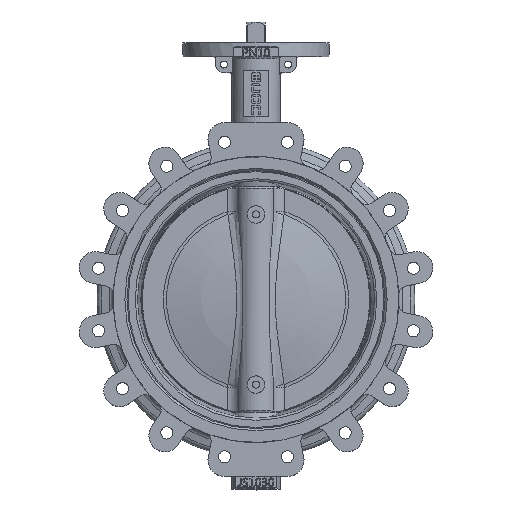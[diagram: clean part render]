
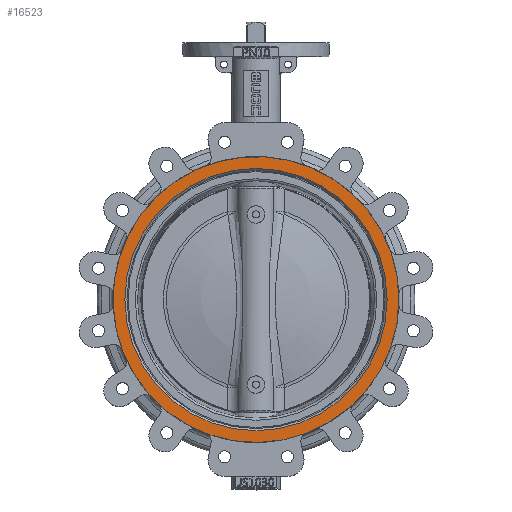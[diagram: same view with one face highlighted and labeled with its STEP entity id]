
A CAD part, top view. The second image highlights one B-rep face of the part: STEP entity #16523.
In plain terms, the highlighted planar face has unit normal (0, 0, 1).
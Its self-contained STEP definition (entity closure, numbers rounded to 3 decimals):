
#3273=PLANE('',#17854);
#3635=FACE_BOUND('',#5072,.T.);
#4066=FACE_OUTER_BOUND('',#5071,.T.);
#5071=EDGE_LOOP('',(#12102));
#5072=EDGE_LOOP('',(#12103));
#6171=CIRCLE('',#17853,205.);
#6172=CIRCLE('',#17855,188.);
#7302=VERTEX_POINT('',#33405);
#7303=VERTEX_POINT('',#33408);
#9149=EDGE_CURVE('',#7302,#7302,#6171,.T.);
#9150=EDGE_CURVE('',#7303,#7303,#6172,.F.);
#12102=ORIENTED_EDGE('',*,*,#9149,.T.);
#12103=ORIENTED_EDGE('',*,*,#9150,.T.);
#16523=ADVANCED_FACE('',(#4066,#3635),#3273,.T.);
#17853=AXIS2_PLACEMENT_3D('',#33406,#20318,#20319);
#17854=AXIS2_PLACEMENT_3D('',#33407,#20320,#20321);
#17855=AXIS2_PLACEMENT_3D('',#33409,#20322,#20323);
#20318=DIRECTION('center_axis',(0.,0.,1.));
#20319=DIRECTION('ref_axis',(1.,0.,0.));
#20320=DIRECTION('center_axis',(0.,0.,1.));
#20321=DIRECTION('ref_axis',(1.,0.,0.));
#20322=DIRECTION('center_axis',(0.,0.,1.));
#20323=DIRECTION('ref_axis',(1.,0.,0.));
#33405=CARTESIAN_POINT('',(205.,0.,37.75));
#33406=CARTESIAN_POINT('Origin',(0.,0.,37.75));
#33407=CARTESIAN_POINT('Origin',(0.,0.,37.75));
#33408=CARTESIAN_POINT('',(188.,0.,37.75));
#33409=CARTESIAN_POINT('Origin',(0.,0.,37.75));
